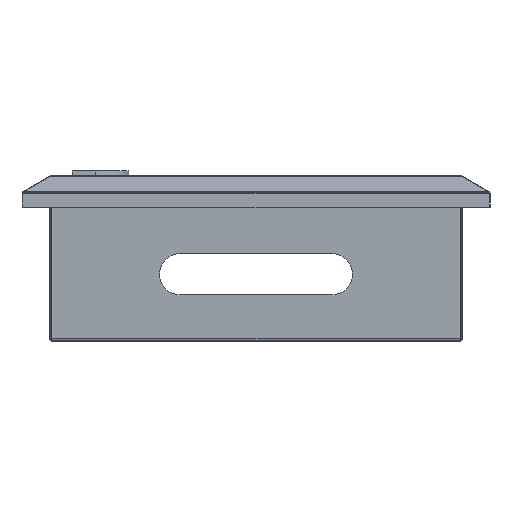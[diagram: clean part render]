
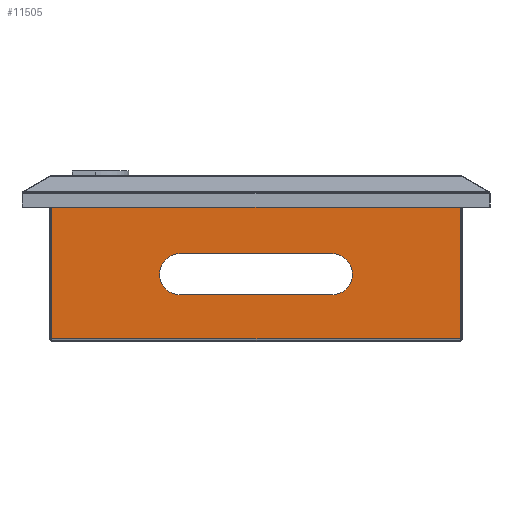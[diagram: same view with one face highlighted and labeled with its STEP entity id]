
A CAD part, front view. The second image highlights one B-rep face of the part: STEP entity #11505.
In plain terms, the highlighted planar face has unit normal (0, -1, 0).
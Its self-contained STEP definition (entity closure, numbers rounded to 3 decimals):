
#814 = EDGE_LOOP ( 'NONE', ( #6889, #16280, #17500, #13864, #29216, #29182, #14726, #26654 ) ) ;
#946 = VERTEX_POINT ( 'NONE', #35132 ) ;
#1134 = VECTOR ( 'NONE', #5108, 1000. ) ;
#1545 = PLANE ( 'NONE',  #20725 ) ;
#1733 = VERTEX_POINT ( 'NONE', #12360 ) ;
#1962 = DIRECTION ( 'NONE',  ( 0., 1., 0. ) ) ;
#2137 = EDGE_CURVE ( 'NONE', #26388, #13905, #29994, .T. ) ;
#2191 = CARTESIAN_POINT ( 'NONE',  ( 100., -175.32, 98.29 ) ) ;
#2428 = EDGE_LOOP ( 'NONE', ( #6434, #30019 ) ) ;
#2938 = CIRCLE ( 'NONE', #16551, 15. ) ;
#3358 = CARTESIAN_POINT ( 'NONE',  ( 0., -175.32, 62.824 ) ) ;
#3564 = EDGE_CURVE ( 'NONE', #26388, #32267, #22111, .T. ) ;
#3754 = CARTESIAN_POINT ( 'NONE',  ( 139.245, -175.32, 112.107 ) ) ;
#3768 = VERTEX_POINT ( 'NONE', #15110 ) ;
#4246 = VECTOR ( 'NONE', #19391, 1000. ) ;
#4462 = EDGE_CURVE ( 'NONE', #32469, #26323, #20772, .T. ) ;
#4757 = CARTESIAN_POINT ( 'NONE',  ( 0., -175.32, 1. ) ) ;
#4974 = DIRECTION ( 'NONE',  ( 0., 1., 0. ) ) ;
#5108 = DIRECTION ( 'NONE',  ( -1., 0., 0. ) ) ;
#5906 = EDGE_CURVE ( 'NONE', #946, #3768, #26234, .T. ) ;
#6031 = DIRECTION ( 'NONE',  ( 0., 0., 1. ) ) ;
#6434 = ORIENTED_EDGE ( 'NONE', *, *, #20877, .T. ) ;
#6436 = CARTESIAN_POINT ( 'NONE',  ( -55., -175.32, 47.824 ) ) ;
#6722 = CARTESIAN_POINT ( 'NONE',  ( 100., -175.32, 104.79 ) ) ;
#6889 = ORIENTED_EDGE ( 'NONE', *, *, #31135, .T. ) ;
#6993 = DIRECTION ( 'NONE',  ( 0., 1., 0. ) ) ;
#7063 = EDGE_CURVE ( 'NONE', #23118, #12849, #34096, .T. ) ;
#7546 = CARTESIAN_POINT ( 'NONE',  ( 142.745, -175.32, 112.107 ) ) ;
#8193 = CARTESIAN_POINT ( 'NONE',  ( 100., -175.32, 101.54 ) ) ;
#8221 = ORIENTED_EDGE ( 'NONE', *, *, #2137, .F. ) ;
#8579 = EDGE_LOOP ( 'NONE', ( #10005, #19210, #30060, #8221 ) ) ;
#8969 = DIRECTION ( 'NONE',  ( 0., 0., 1. ) ) ;
#9773 = DIRECTION ( 'NONE',  ( 0., 1., 0. ) ) ;
#10005 = ORIENTED_EDGE ( 'NONE', *, *, #3564, .T. ) ;
#10333 = EDGE_CURVE ( 'NONE', #18715, #13905, #15489, .T. ) ;
#10449 = CARTESIAN_POINT ( 'NONE',  ( 55., -175.32, 47.824 ) ) ;
#10466 = CARTESIAN_POINT ( 'NONE',  ( -148.24, -175.32, 0. ) ) ;
#11238 = EDGE_CURVE ( 'NONE', #18760, #16796, #21826, .T. ) ;
#11505 = ADVANCED_FACE ( 'NONE', ( #31746, #26362, #22959, #26190 ), #1545, .F. ) ;
#11574 = DIRECTION ( 'NONE',  ( 1., 0., 0. ) ) ;
#12128 = AXIS2_PLACEMENT_3D ( 'NONE', #27894, #17149, #8969 ) ;
#12360 = CARTESIAN_POINT ( 'NONE',  ( 148.24, -175.32, 1. ) ) ;
#12451 = VERTEX_POINT ( 'NONE', #33674 ) ;
#12849 = VERTEX_POINT ( 'NONE', #28977 ) ;
#12953 = LINE ( 'NONE', #4757, #1134 ) ;
#13070 = LINE ( 'NONE', #7546, #33927 ) ;
#13864 = ORIENTED_EDGE ( 'NONE', *, *, #20116, .T. ) ;
#13905 = VERTEX_POINT ( 'NONE', #21342 ) ;
#14726 = ORIENTED_EDGE ( 'NONE', *, *, #28310, .F. ) ;
#14824 = DIRECTION ( 'NONE',  ( 0., -1., 0. ) ) ;
#14837 = EDGE_CURVE ( 'NONE', #1733, #27418, #25048, .T. ) ;
#14857 = DIRECTION ( 'NONE',  ( 0., 0., 1. ) ) ;
#14965 = CARTESIAN_POINT ( 'NONE',  ( -148.24, -175.32, 115.84 ) ) ;
#15110 = CARTESIAN_POINT ( 'NONE',  ( -148.24, -175.32, 115.84 ) ) ;
#15232 = CARTESIAN_POINT ( 'NONE',  ( 148.24, -175.32, 115.84 ) ) ;
#15489 = LINE ( 'NONE', #26058, #17682 ) ;
#15905 = AXIS2_PLACEMENT_3D ( 'NONE', #23743, #1962, #20713 ) ;
#16280 = ORIENTED_EDGE ( 'NONE', *, *, #23200, .T. ) ;
#16305 = DIRECTION ( 'NONE',  ( 0., 1., 0. ) ) ;
#16551 = AXIS2_PLACEMENT_3D ( 'NONE', #10449, #34749, #21339 ) ;
#16796 = VERTEX_POINT ( 'NONE', #6722 ) ;
#16836 = CARTESIAN_POINT ( 'NONE',  ( -148.24, -175.32, 115.84 ) ) ;
#17022 = ORIENTED_EDGE ( 'NONE', *, *, #11238, .T. ) ;
#17149 = DIRECTION ( 'NONE',  ( 0., 1., 0. ) ) ;
#17500 = ORIENTED_EDGE ( 'NONE', *, *, #7063, .T. ) ;
#17682 = VECTOR ( 'NONE', #25886, 1000. ) ;
#17714 = CARTESIAN_POINT ( 'NONE',  ( -100., -175.32, 101.54 ) ) ;
#18423 = EDGE_CURVE ( 'NONE', #18715, #32267, #2938, .T. ) ;
#18715 = VERTEX_POINT ( 'NONE', #31177 ) ;
#18760 = VERTEX_POINT ( 'NONE', #2191 ) ;
#19210 = ORIENTED_EDGE ( 'NONE', *, *, #18423, .F. ) ;
#19391 = DIRECTION ( 'NONE',  ( 0., 0., -1. ) ) ;
#19483 = CARTESIAN_POINT ( 'NONE',  ( -100., -175.32, 98.29 ) ) ;
#19670 = AXIS2_PLACEMENT_3D ( 'NONE', #17714, #6993, #14857 ) ;
#20116 = EDGE_CURVE ( 'NONE', #12849, #946, #30523, .T. ) ;
#20713 = DIRECTION ( 'NONE',  ( 0., 0., 1. ) ) ;
#20725 = AXIS2_PLACEMENT_3D ( 'NONE', #34412, #9773, #29077 ) ;
#20772 = CIRCLE ( 'NONE', #19670, 3.25 ) ;
#20877 = EDGE_CURVE ( 'NONE', #26323, #32469, #24685, .T. ) ;
#21339 = DIRECTION ( 'NONE',  ( 0., 0., -1. ) ) ;
#21342 = CARTESIAN_POINT ( 'NONE',  ( -55., -175.32, 32.824 ) ) ;
#21826 = CIRCLE ( 'NONE', #25291, 3.25 ) ;
#22007 = DIRECTION ( 'NONE',  ( 0., 0., 1. ) ) ;
#22111 = LINE ( 'NONE', #3358, #23217 ) ;
#22117 = CARTESIAN_POINT ( 'NONE',  ( -148.24, -175.32, 1. ) ) ;
#22511 = DIRECTION ( 'NONE',  ( 0., 0., -1. ) ) ;
#22522 = CARTESIAN_POINT ( 'NONE',  ( 148.24, -175.32, 115.84 ) ) ;
#22860 = CARTESIAN_POINT ( 'NONE',  ( -55., -175.32, 62.824 ) ) ;
#22959 = FACE_OUTER_BOUND ( 'NONE', #814, .T. ) ;
#23118 = VERTEX_POINT ( 'NONE', #23433 ) ;
#23148 = ORIENTED_EDGE ( 'NONE', *, *, #26552, .T. ) ;
#23200 = EDGE_CURVE ( 'NONE', #12451, #23118, #13070, .T. ) ;
#23217 = VECTOR ( 'NONE', #11574, 1000. ) ;
#23301 = CIRCLE ( 'NONE', #15905, 3.25 ) ;
#23433 = CARTESIAN_POINT ( 'NONE',  ( 142.745, -175.32, 112.107 ) ) ;
#23743 = CARTESIAN_POINT ( 'NONE',  ( 100., -175.32, 101.54 ) ) ;
#24302 = CARTESIAN_POINT ( 'NONE',  ( 55., -175.32, 62.824 ) ) ;
#24685 = CIRCLE ( 'NONE', #12128, 3.25 ) ;
#25048 = LINE ( 'NONE', #22522, #31223 ) ;
#25291 = AXIS2_PLACEMENT_3D ( 'NONE', #8193, #4974, #26950 ) ;
#25787 = VECTOR ( 'NONE', #6031, 1000. ) ;
#25886 = DIRECTION ( 'NONE',  ( -1., 0., 0. ) ) ;
#26058 = CARTESIAN_POINT ( 'NONE',  ( 0., -175.32, 32.824 ) ) ;
#26110 = AXIS2_PLACEMENT_3D ( 'NONE', #3754, #16305, #33129 ) ;
#26190 = FACE_BOUND ( 'NONE', #8579, .T. ) ;
#26234 = LINE ( 'NONE', #14965, #29469 ) ;
#26323 = VERTEX_POINT ( 'NONE', #29706 ) ;
#26362 = FACE_BOUND ( 'NONE', #2428, .T. ) ;
#26388 = VERTEX_POINT ( 'NONE', #22860 ) ;
#26552 = EDGE_CURVE ( 'NONE', #16796, #18760, #23301, .T. ) ;
#26654 = ORIENTED_EDGE ( 'NONE', *, *, #14837, .T. ) ;
#26950 = DIRECTION ( 'NONE',  ( 0., 0., 1. ) ) ;
#27418 = VERTEX_POINT ( 'NONE', #15232 ) ;
#27894 = CARTESIAN_POINT ( 'NONE',  ( -100., -175.32, 101.54 ) ) ;
#27941 = LINE ( 'NONE', #16836, #32726 ) ;
#28310 = EDGE_CURVE ( 'NONE', #1733, #30367, #12953, .T. ) ;
#28594 = DIRECTION ( 'NONE',  ( -1., 0., 0. ) ) ;
#28977 = CARTESIAN_POINT ( 'NONE',  ( 135.745, -175.32, 112.107 ) ) ;
#29077 = DIRECTION ( 'NONE',  ( 0., 0., 1. ) ) ;
#29182 = ORIENTED_EDGE ( 'NONE', *, *, #34583, .T. ) ;
#29216 = ORIENTED_EDGE ( 'NONE', *, *, #5906, .T. ) ;
#29469 = VECTOR ( 'NONE', #28594, 1000. ) ;
#29697 = EDGE_LOOP ( 'NONE', ( #23148, #17022 ) ) ;
#29706 = CARTESIAN_POINT ( 'NONE',  ( -100., -175.32, 104.79 ) ) ;
#29994 = CIRCLE ( 'NONE', #32869, 15. ) ;
#30019 = ORIENTED_EDGE ( 'NONE', *, *, #4462, .T. ) ;
#30060 = ORIENTED_EDGE ( 'NONE', *, *, #10333, .T. ) ;
#30340 = CARTESIAN_POINT ( 'NONE',  ( 135.745, -175.32, 112.107 ) ) ;
#30367 = VERTEX_POINT ( 'NONE', #22117 ) ;
#30523 = LINE ( 'NONE', #30340, #25787 ) ;
#31135 = EDGE_CURVE ( 'NONE', #27418, #12451, #27941, .T. ) ;
#31177 = CARTESIAN_POINT ( 'NONE',  ( 55., -175.32, 32.824 ) ) ;
#31223 = VECTOR ( 'NONE', #22007, 1000. ) ;
#31746 = FACE_BOUND ( 'NONE', #29697, .T. ) ;
#32267 = VERTEX_POINT ( 'NONE', #24302 ) ;
#32469 = VERTEX_POINT ( 'NONE', #19483 ) ;
#32726 = VECTOR ( 'NONE', #33478, 1000. ) ;
#32869 = AXIS2_PLACEMENT_3D ( 'NONE', #6436, #14824, #22511 ) ;
#33129 = DIRECTION ( 'NONE',  ( 0., 0., 1. ) ) ;
#33478 = DIRECTION ( 'NONE',  ( -1., 0., 0. ) ) ;
#33674 = CARTESIAN_POINT ( 'NONE',  ( 142.745, -175.32, 115.84 ) ) ;
#33927 = VECTOR ( 'NONE', #34872, 1000. ) ;
#34096 = CIRCLE ( 'NONE', #26110, 3.5 ) ;
#34412 = CARTESIAN_POINT ( 'NONE',  ( 0., -175.32, 0. ) ) ;
#34583 = EDGE_CURVE ( 'NONE', #3768, #30367, #35123, .T. ) ;
#34749 = DIRECTION ( 'NONE',  ( 0., -1., 0. ) ) ;
#34872 = DIRECTION ( 'NONE',  ( 0., 0., -1. ) ) ;
#35123 = LINE ( 'NONE', #10466, #4246 ) ;
#35132 = CARTESIAN_POINT ( 'NONE',  ( 135.745, -175.32, 115.84 ) ) ;
